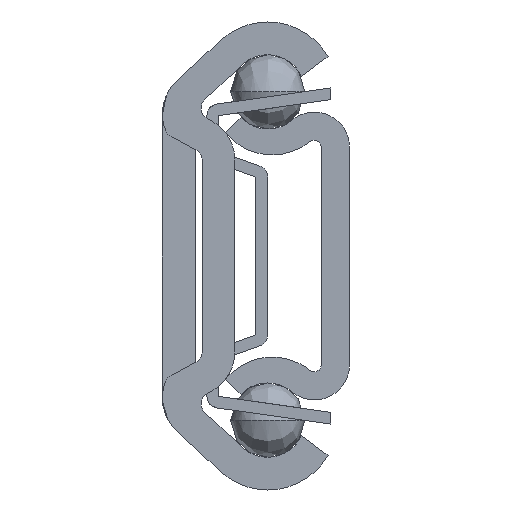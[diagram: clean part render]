
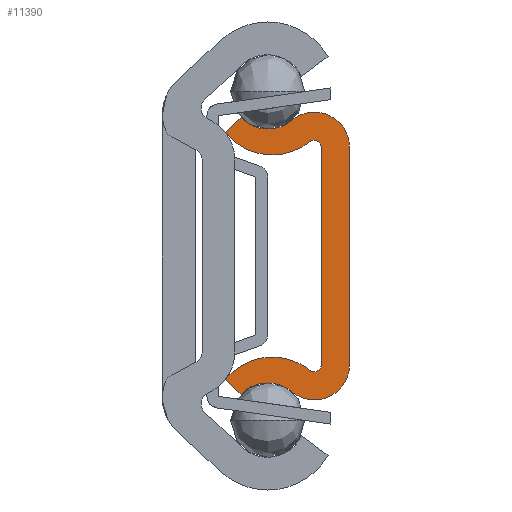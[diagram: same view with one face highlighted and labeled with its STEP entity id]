
A CAD part, left-side view. The second image highlights one B-rep face of the part: STEP entity #11390.
In plain terms, the highlighted free-form (B-spline) face has degree [1, 1] with [2, 2] control points.
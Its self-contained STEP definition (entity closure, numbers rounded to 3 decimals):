
#11227=CARTESIAN_POINT('',(-45.0,-8.265,-6.764));
#11228=CARTESIAN_POINT('',(-45.0,-2.435,-6.764));
#11229=CARTESIAN_POINT('',(-45.0,-8.265,6.764));
#11230=CARTESIAN_POINT('',(-45.0,-2.435,6.764));
#11231=B_SPLINE_SURFACE_WITH_KNOTS('',1,1,((#11227,#11229),(#11228,#11230)),.UNSPECIFIED.,.F.,.F.,.U.,(2,2),(2,2),(0.0,5.829),(0.0,13.528),.UNSPECIFIED.);
#11232=CARTESIAN_POINT('',(-45.0,-5.521,5.797));
#11233=VERTEX_POINT('',#11232);
#11234=CARTESIAN_POINT('',(-45.0,-3.361,5.907));
#11235=VERTEX_POINT('',#11234);
#11236=CARTESIAN_POINT('',(-45.0,-5.521,5.797));
#11237=CARTESIAN_POINT('',(-45.,-4.39,4.847));
#11238=CARTESIAN_POINT('',(-45.0,-3.361,5.907));
#11246=(BOUNDED_CURVE()B_SPLINE_CURVE(2,(#11236,#11237,#11238),.UNSPECIFIED.,.F.,.U.)CURVE()GEOMETRIC_REPRESENTATION_ITEM()QUASI_UNIFORM_CURVE()RATIONAL_B_SPLINE_CURVE((1.0,0.732,1.0))REPRESENTATION_ITEM(''));
#11247=EDGE_CURVE('',#11233,#11235,#11246,.T.);
#11248=ORIENTED_EDGE('',*,*,#11247,.T.);
#11249=CARTESIAN_POINT('',(-45.0,-2.7,5.265));
#11250=VERTEX_POINT('',#11249);
#11251=CARTESIAN_POINT('',(-45.0,-3.361,5.907));
#11252=CARTESIAN_POINT('',(-45.0,-2.7,5.265));
#11253=QUASI_UNIFORM_CURVE('',1,(#11251,#11252),.UNSPECIFIED.,.F.,.U.);
#11254=EDGE_CURVE('',#11235,#11250,#11253,.T.);
#11255=ORIENTED_EDGE('',*,*,#11254,.T.);
#11256=CARTESIAN_POINT('',(-45.0,-6.292,4.878));
#11257=VERTEX_POINT('',#11256);
#11258=CARTESIAN_POINT('',(-45.0,-6.292,4.878));
#11259=CARTESIAN_POINT('',(-45.0,-4.304,3.293));
#11260=CARTESIAN_POINT('',(-45.0,-2.7,5.265));
#11268=(BOUNDED_CURVE()B_SPLINE_CURVE(2,(#11258,#11259,#11260),.UNSPECIFIED.,.F.,.U.)CURVE()GEOMETRIC_REPRESENTATION_ITEM()QUASI_UNIFORM_CURVE()RATIONAL_B_SPLINE_CURVE((1.0,0.711,1.0))REPRESENTATION_ITEM(''));
#11269=EDGE_CURVE('',#11257,#11250,#11268,.T.);
#11270=ORIENTED_EDGE('',*,*,#11269,.F.);
#11271=CARTESIAN_POINT('',(-45.0,-6.8,4.641));
#11272=VERTEX_POINT('',#11271);
#11273=CARTESIAN_POINT('',(-45.0,-6.292,4.878));
#11274=CARTESIAN_POINT('',(-45.,-6.443,5.004));
#11275=CARTESIAN_POINT('',(-45.0,-6.622,4.921));
#11276=CARTESIAN_POINT('',(-45.,-6.8,4.838));
#11277=CARTESIAN_POINT('',(-45.0,-6.8,4.641));
#11285=(BOUNDED_CURVE()B_SPLINE_CURVE(2,(#11273,#11274,#11275,#11276,#11277),.UNSPECIFIED.,.F.,.U.)B_SPLINE_CURVE_WITH_KNOTS((3,2,3),(0.0,0.5,1.0),.UNSPECIFIED.)CURVE()GEOMETRIC_REPRESENTATION_ITEM()RATIONAL_B_SPLINE_CURVE((1.0,0.843,1.0,0.843,1.0))REPRESENTATION_ITEM(''));
#11286=EDGE_CURVE('',#11257,#11272,#11285,.T.);
#11287=ORIENTED_EDGE('',*,*,#11286,.T.);
#11288=CARTESIAN_POINT('',(-45.0,-6.8,-4.641));
#11289=VERTEX_POINT('',#11288);
#11290=CARTESIAN_POINT('',(-45.0,-6.8,4.641));
#11291=CARTESIAN_POINT('',(-45.0,-6.8,-4.641));
#11292=QUASI_UNIFORM_CURVE('',1,(#11290,#11291),.UNSPECIFIED.,.F.,.U.);
#11293=EDGE_CURVE('',#11272,#11289,#11292,.T.);
#11294=ORIENTED_EDGE('',*,*,#11293,.T.);
#11295=CARTESIAN_POINT('',(-45.0,-6.292,-4.878));
#11296=VERTEX_POINT('',#11295);
#11297=CARTESIAN_POINT('',(-45.0,-6.8,-4.641));
#11298=CARTESIAN_POINT('',(-45.,-6.8,-4.838));
#11299=CARTESIAN_POINT('',(-45.0,-6.622,-4.921));
#11300=CARTESIAN_POINT('',(-45.,-6.443,-5.004));
#11301=CARTESIAN_POINT('',(-45.0,-6.292,-4.878));
#11309=(BOUNDED_CURVE()B_SPLINE_CURVE(2,(#11297,#11298,#11299,#11300,#11301),.UNSPECIFIED.,.F.,.U.)B_SPLINE_CURVE_WITH_KNOTS((3,2,3),(0.0,0.5,1.0),.UNSPECIFIED.)CURVE()GEOMETRIC_REPRESENTATION_ITEM()RATIONAL_B_SPLINE_CURVE((1.0,0.843,1.0,0.843,1.0))REPRESENTATION_ITEM(''));
#11310=EDGE_CURVE('',#11289,#11296,#11309,.T.);
#11311=ORIENTED_EDGE('',*,*,#11310,.T.);
#11312=CARTESIAN_POINT('',(-45.0,-2.7,-5.265));
#11313=VERTEX_POINT('',#11312);
#11314=CARTESIAN_POINT('',(-45.0,-2.7,-5.265));
#11315=CARTESIAN_POINT('',(-45.,-4.304,-3.293));
#11316=CARTESIAN_POINT('',(-45.0,-6.292,-4.878));
#11324=(BOUNDED_CURVE()B_SPLINE_CURVE(2,(#11314,#11315,#11316),.UNSPECIFIED.,.F.,.U.)CURVE()GEOMETRIC_REPRESENTATION_ITEM()QUASI_UNIFORM_CURVE()RATIONAL_B_SPLINE_CURVE((1.0,0.711,1.0))REPRESENTATION_ITEM(''));
#11325=EDGE_CURVE('',#11313,#11296,#11324,.T.);
#11326=ORIENTED_EDGE('',*,*,#11325,.F.);
#11327=CARTESIAN_POINT('',(-45.0,-3.361,-5.907));
#11328=VERTEX_POINT('',#11327);
#11329=CARTESIAN_POINT('',(-45.0,-2.7,-5.265));
#11330=CARTESIAN_POINT('',(-45.0,-3.361,-5.907));
#11331=QUASI_UNIFORM_CURVE('',1,(#11329,#11330),.UNSPECIFIED.,.F.,.U.);
#11332=EDGE_CURVE('',#11313,#11328,#11331,.T.);
#11333=ORIENTED_EDGE('',*,*,#11332,.T.);
#11334=CARTESIAN_POINT('',(-45.0,-5.521,-5.797));
#11335=VERTEX_POINT('',#11334);
#11336=CARTESIAN_POINT('',(-45.0,-3.361,-5.907));
#11337=CARTESIAN_POINT('',(-45.,-4.39,-4.847));
#11338=CARTESIAN_POINT('',(-45.0,-5.521,-5.797));
#11346=(BOUNDED_CURVE()B_SPLINE_CURVE(2,(#11336,#11337,#11338),.UNSPECIFIED.,.F.,.U.)CURVE()GEOMETRIC_REPRESENTATION_ITEM()QUASI_UNIFORM_CURVE()RATIONAL_B_SPLINE_CURVE((1.0,0.732,1.0))REPRESENTATION_ITEM(''));
#11347=EDGE_CURVE('',#11328,#11335,#11346,.T.);
#11348=ORIENTED_EDGE('',*,*,#11347,.T.);
#11349=CARTESIAN_POINT('',(-45.0,-8.0,-4.641));
#11350=VERTEX_POINT('',#11349);
#11351=CARTESIAN_POINT('',(-45.0,-8.,-4.641));
#11352=CARTESIAN_POINT('',(-45.,-8.,-5.603));
#11353=CARTESIAN_POINT('',(-45.0,-7.129,-6.009));
#11354=CARTESIAN_POINT('',(-45.,-6.257,-6.415));
#11355=CARTESIAN_POINT('',(-45.0,-5.521,-5.797));
#11363=(BOUNDED_CURVE()B_SPLINE_CURVE(2,(#11351,#11352,#11353,#11354,#11355),.UNSPECIFIED.,.F.,.U.)B_SPLINE_CURVE_WITH_KNOTS((3,2,3),(0.0,0.5,1.0),.UNSPECIFIED.)CURVE()GEOMETRIC_REPRESENTATION_ITEM()RATIONAL_B_SPLINE_CURVE((1.0,0.843,1.0,0.843,1.0))REPRESENTATION_ITEM(''));
#11364=EDGE_CURVE('',#11350,#11335,#11363,.T.);
#11365=ORIENTED_EDGE('',*,*,#11364,.F.);
#11366=CARTESIAN_POINT('',(-45.0,-8.,4.641));
#11367=VERTEX_POINT('',#11366);
#11368=CARTESIAN_POINT('',(-45.0,-8.0,-4.641));
#11369=CARTESIAN_POINT('',(-45.0,-8.,4.641));
#11370=QUASI_UNIFORM_CURVE('',1,(#11368,#11369),.UNSPECIFIED.,.F.,.U.);
#11371=EDGE_CURVE('',#11350,#11367,#11370,.T.);
#11372=ORIENTED_EDGE('',*,*,#11371,.T.);
#11373=CARTESIAN_POINT('',(-45.0,-5.521,5.797));
#11374=CARTESIAN_POINT('',(-45.,-6.257,6.415));
#11375=CARTESIAN_POINT('',(-45.0,-7.129,6.009));
#11376=CARTESIAN_POINT('',(-45.,-8.,5.603));
#11377=CARTESIAN_POINT('',(-45.0,-8.,4.641));
#11385=(BOUNDED_CURVE()B_SPLINE_CURVE(2,(#11373,#11374,#11375,#11376,#11377),.UNSPECIFIED.,.F.,.U.)B_SPLINE_CURVE_WITH_KNOTS((3,2,3),(0.0,0.5,1.0),.UNSPECIFIED.)CURVE()GEOMETRIC_REPRESENTATION_ITEM()RATIONAL_B_SPLINE_CURVE((1.0,0.843,1.0,0.843,1.0))REPRESENTATION_ITEM(''));
#11386=EDGE_CURVE('',#11233,#11367,#11385,.T.);
#11387=ORIENTED_EDGE('',*,*,#11386,.F.);
#11388=EDGE_LOOP('',(#11248,#11255,#11270,#11287,#11294,#11311,#11326,#11333,#11348,#11365,#11372,#11387));
#11389=FACE_OUTER_BOUND('',#11388,.T.);
#11390=ADVANCED_FACE('',(#11389),#11231,.F.);
